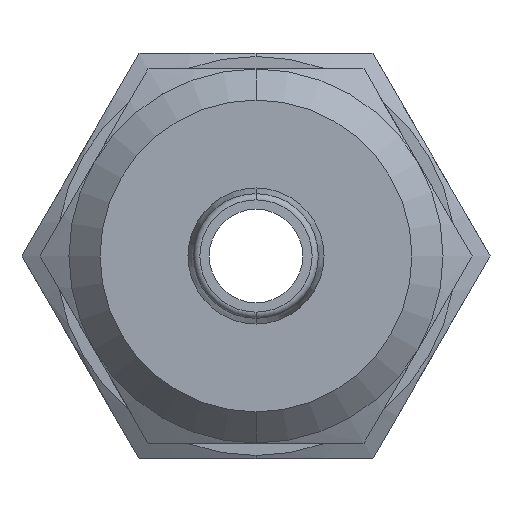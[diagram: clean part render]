
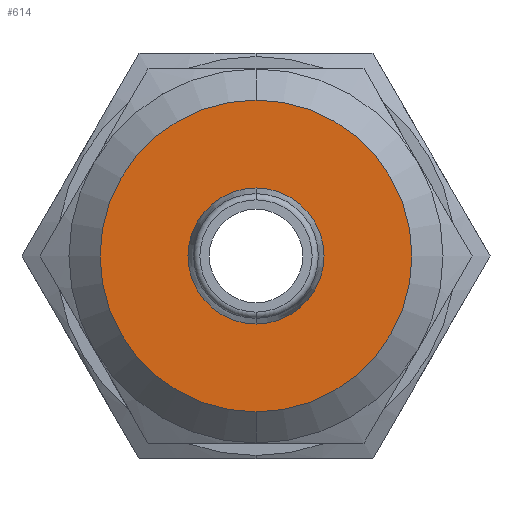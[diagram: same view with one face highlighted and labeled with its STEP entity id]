
A CAD part, front view. The second image highlights one B-rep face of the part: STEP entity #614.
In plain terms, the highlighted planar face has unit normal (0, -1, 0).
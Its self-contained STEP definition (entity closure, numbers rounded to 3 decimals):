
#145 = CARTESIAN_POINT ( 'NONE',  ( 0., 2.5, 0. ) ) ;
#156 = DIRECTION ( 'NONE',  ( 0., 0., -1. ) ) ;
#159 = DIRECTION ( 'NONE',  ( 0., 1., 0. ) ) ;
#227 = AXIS2_PLACEMENT_3D ( 'NONE', #1938, #1939, #1940 ) ;
#278 = AXIS2_PLACEMENT_3D ( 'NONE', #2034, #2035, #2036 ) ;
#286 = CIRCLE ( 'NONE', #278, 5. ) ;
#354 = CIRCLE ( 'NONE', #357, 5. ) ;
#357 = AXIS2_PLACEMENT_3D ( 'NONE', #772, #770, #769 ) ;
#371 = AXIS2_PLACEMENT_3D ( 'NONE', #1180, #1182, #1138 ) ;
#410 = CIRCLE ( 'NONE', #227, 2.181 ) ;
#502 = AXIS2_PLACEMENT_3D ( 'NONE', #145, #159, #156 ) ;
#504 = CIRCLE ( 'NONE', #502, 2.181 ) ;
#601 = EDGE_CURVE ( 'NONE', #1327, #1299, #354, .T. ) ;
#614 = ADVANCED_FACE ( 'NONE', ( #1995, #2073 ), #1151, .T. ) ;
#769 = DIRECTION ( 'NONE',  ( 0., 0., -1. ) ) ;
#770 = DIRECTION ( 'NONE',  ( 0., 1., 0. ) ) ;
#772 = CARTESIAN_POINT ( 'NONE',  ( 0., 2.5, 0. ) ) ;
#839 = EDGE_CURVE ( 'NONE', #993, #1067, #504, .T. ) ;
#908 = EDGE_CURVE ( 'NONE', #1067, #993, #410, .T. ) ;
#931 = EDGE_CURVE ( 'NONE', #1299, #1327, #286, .T. ) ;
#993 = VERTEX_POINT ( 'NONE', #1642 ) ;
#1067 = VERTEX_POINT ( 'NONE', #1665 ) ;
#1138 = DIRECTION ( 'NONE',  ( 0., 0., -1. ) ) ;
#1151 = PLANE ( 'NONE',  #371 ) ;
#1180 = CARTESIAN_POINT ( 'NONE',  ( 1.5, 2.5, 0. ) ) ;
#1182 = DIRECTION ( 'NONE',  ( 0., -1., 0. ) ) ;
#1299 = VERTEX_POINT ( 'NONE', #1700 ) ;
#1327 = VERTEX_POINT ( 'NONE', #1716 ) ;
#1440 = ORIENTED_EDGE ( 'NONE', *, *, #839, .T. ) ;
#1441 = ORIENTED_EDGE ( 'NONE', *, *, #908, .T. ) ;
#1442 = ORIENTED_EDGE ( 'NONE', *, *, #601, .F. ) ;
#1443 = ORIENTED_EDGE ( 'NONE', *, *, #931, .F. ) ;
#1553 = EDGE_LOOP ( 'NONE', ( #1443, #1442 ) ) ;
#1563 = EDGE_LOOP ( 'NONE', ( #1440, #1441 ) ) ;
#1642 = CARTESIAN_POINT ( 'NONE',  ( 0., 2.5, 2.181 ) ) ;
#1665 = CARTESIAN_POINT ( 'NONE',  ( 0., 2.5, -2.181 ) ) ;
#1700 = CARTESIAN_POINT ( 'NONE',  ( 0., 2.5, -5. ) ) ;
#1716 = CARTESIAN_POINT ( 'NONE',  ( 0., 2.5, 5. ) ) ;
#1938 = CARTESIAN_POINT ( 'NONE',  ( 0., 2.5, 0. ) ) ;
#1939 = DIRECTION ( 'NONE',  ( 0., 1., 0. ) ) ;
#1940 = DIRECTION ( 'NONE',  ( 0., 0., -1. ) ) ;
#1995 = FACE_OUTER_BOUND ( 'NONE', #1553, .T. ) ;
#2034 = CARTESIAN_POINT ( 'NONE',  ( 0., 2.5, 0. ) ) ;
#2035 = DIRECTION ( 'NONE',  ( 0., 1., 0. ) ) ;
#2036 = DIRECTION ( 'NONE',  ( 0., 0., -1. ) ) ;
#2073 = FACE_BOUND ( 'NONE', #1563, .T. ) ;
